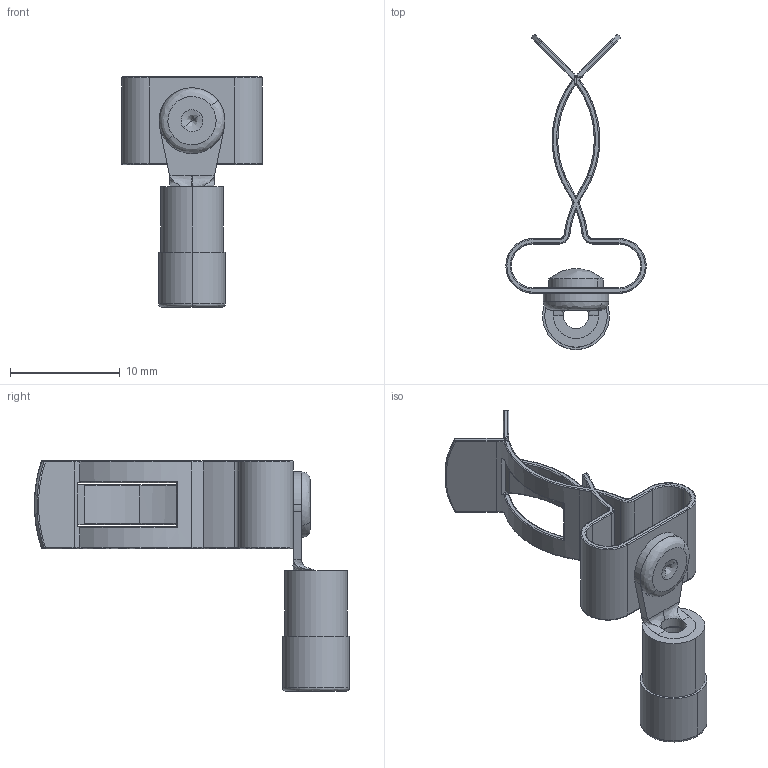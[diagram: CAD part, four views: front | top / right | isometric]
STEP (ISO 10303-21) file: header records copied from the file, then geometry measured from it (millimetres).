
FILE_DESCRIPTION (( 'STEP AP214' ), '1' );
FILE_NAME ('1016-027.STEP', '2024-09-12T12:23:57', ( '' ), ( '' ), 'SwSTEP 2.0', 'SolidWorks 2022', '' );
FILE_SCHEMA (( 'AUTOMOTIVE_DESIGN' ));
Length unit declared in the file: millimetre
Products named in the file (4): 8010-017; 1011-001; 1016-027; 3x1,5_1mm Blechst_X2_00e4_X0_rke
Assembly tree (3 placements, depth 2):
  1016-027
    8010-017
    3x1,5_1mm Blechst_X2_00e4_X0_rke
    1011-001
Bounding box: 12.8 x 28.71 x 21 mm (x, y, z)
Volume: 505.1 mm3; surface area: 1711.8 mm2
Topology: 4 solids, 4 shells, 352 faces, 867 edges, 519 vertices
Faces by surface type: bspline 146, cylinder 107, plane 96, cone 3
Entity records: 18124 total; most frequent: CARTESIAN_POINT 6712, ORIENTED_EDGE 1696, DIRECTION 1305, EDGE_CURVE 848, VERTEX_POINT 519, AXIS2_PLACEMENT_3D 479, EDGE_LOOP 381, UNCERTAINTY_MEASURE_WITH_UNIT 363
